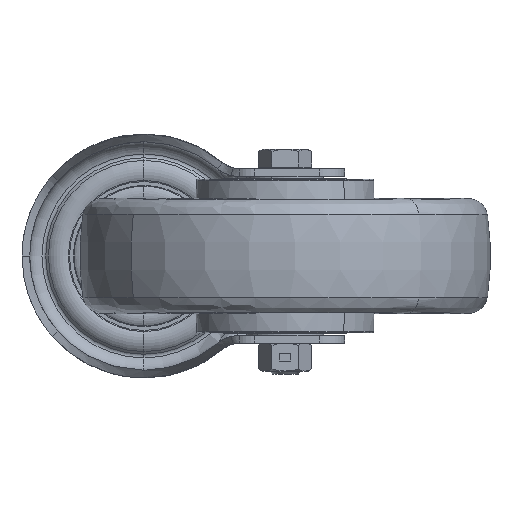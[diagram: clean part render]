
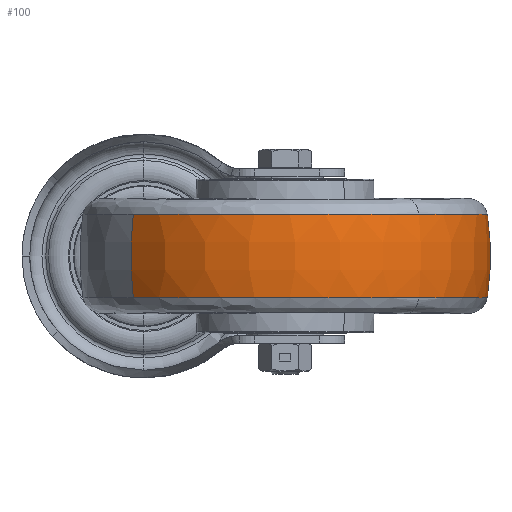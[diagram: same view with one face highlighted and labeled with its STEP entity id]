
A CAD part, front view. The second image highlights one B-rep face of the part: STEP entity #100.
In plain terms, the highlighted toroidal (fillet/blend) face has major radius 30 mm and minor radius 110 mm.
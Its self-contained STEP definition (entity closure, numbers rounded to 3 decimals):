
#100 = ADVANCED_FACE ( 'NONE', ( #16149 ), #25574, .T. ) ;
#115 = CARTESIAN_POINT ( 'NONE',  ( 55., -111., -16.289 ) ) ;
#909 = EDGE_CURVE ( 'NONE', #12494, #27489, #22002, .T. ) ;
#1622 = EDGE_CURVE ( 'NONE', #22681, #21563, #3092, .T. ) ;
#2801 = CARTESIAN_POINT ( 'NONE',  ( 55., -111., 16.289 ) ) ;
#2966 = DIRECTION ( 'NONE',  ( 0., 0., 1. ) ) ;
#3092 = CIRCLE ( 'NONE', #16783, 78.787 ) ;
#3154 = DIRECTION ( 'NONE',  ( -0.66, 0.751, 0. ) ) ;
#4905 = DIRECTION ( 'NONE',  ( 0., 0., 1. ) ) ;
#5396 = AXIS2_PLACEMENT_3D ( 'NONE', #14895, #19940, #17451 ) ;
#5655 = AXIS2_PLACEMENT_3D ( 'NONE', #6816, #14100, #16352 ) ;
#6009 = CARTESIAN_POINT ( 'NONE',  ( 114.166, -58.973, -16.289 ) ) ;
#6816 = CARTESIAN_POINT ( 'NONE',  ( 55., -111., 16.289 ) ) ;
#7742 = CARTESIAN_POINT ( 'NONE',  ( 32.471, -130.811, 0. ) ) ;
#7969 = CARTESIAN_POINT ( 'NONE',  ( 107.027, -170.166, 16.289 ) ) ;
#8130 = CARTESIAN_POINT ( 'NONE',  ( -4.166, -163.027, 16.289 ) ) ;
#8522 = EDGE_CURVE ( 'NONE', #21563, #9791, #9737, .T. ) ;
#9737 = CIRCLE ( 'NONE', #32362, 110. ) ;
#9791 = VERTEX_POINT ( 'NONE', #30141 ) ;
#11001 = AXIS2_PLACEMENT_3D ( 'NONE', #2801, #12602, #27549 ) ;
#11306 = AXIS2_PLACEMENT_3D ( 'NONE', #30704, #22802, #3154 ) ;
#12193 = ORIENTED_EDGE ( 'NONE', *, *, #1622, .T. ) ;
#12494 = VERTEX_POINT ( 'NONE', #7969 ) ;
#12602 = DIRECTION ( 'NONE',  ( 0., 0., -1. ) ) ;
#13249 = CARTESIAN_POINT ( 'NONE',  ( 55., -111., 0. ) ) ;
#14100 = DIRECTION ( 'NONE',  ( 0., 0., -1. ) ) ;
#14895 = CARTESIAN_POINT ( 'NONE',  ( 77.529, -91.189, 0. ) ) ;
#15017 = CIRCLE ( 'NONE', #11306, 78.787 ) ;
#16149 = FACE_OUTER_BOUND ( 'NONE', #32373, .T. ) ;
#16352 = DIRECTION ( 'NONE',  ( -0.751, -0.66, 0. ) ) ;
#16783 = AXIS2_PLACEMENT_3D ( 'NONE', #115, #4905, #29956 ) ;
#17451 = DIRECTION ( 'NONE',  ( -0.751, -0.66, 0. ) ) ;
#17755 = DIRECTION ( 'NONE',  ( 0.66, -0.751, 0. ) ) ;
#18986 = ORIENTED_EDGE ( 'NONE', *, *, #29520, .T. ) ;
#19940 = DIRECTION ( 'NONE',  ( -0.66, 0.751, 0. ) ) ;
#21026 = CARTESIAN_POINT ( 'NONE',  ( -4.166, -163.027, -16.289 ) ) ;
#21563 = VERTEX_POINT ( 'NONE', #6009 ) ;
#21688 = CIRCLE ( 'NONE', #5396, 110. ) ;
#22002 = CIRCLE ( 'NONE', #11001, 78.787 ) ;
#22681 = VERTEX_POINT ( 'NONE', #29184 ) ;
#22802 = DIRECTION ( 'NONE',  ( 0., 0., 1. ) ) ;
#23187 = ORIENTED_EDGE ( 'NONE', *, *, #8522, .T. ) ;
#23914 = EDGE_CURVE ( 'NONE', #24935, #27489, #21688, .T. ) ;
#24472 = ORIENTED_EDGE ( 'NONE', *, *, #23914, .F. ) ;
#24503 = EDGE_CURVE ( 'NONE', #9791, #12494, #28275, .T. ) ;
#24935 = VERTEX_POINT ( 'NONE', #21026 ) ;
#25054 = AXIS2_PLACEMENT_3D ( 'NONE', #13249, #2966, #31005 ) ;
#25574 = TOROIDAL_SURFACE ( 'NONE', #25054, -30., 110. ) ;
#25932 = ORIENTED_EDGE ( 'NONE', *, *, #24503, .T. ) ;
#27489 = VERTEX_POINT ( 'NONE', #8130 ) ;
#27549 = DIRECTION ( 'NONE',  ( -0.751, -0.66, 0. ) ) ;
#28275 = CIRCLE ( 'NONE', #5655, 78.787 ) ;
#29184 = CARTESIAN_POINT ( 'NONE',  ( 107.027, -170.166, -16.289 ) ) ;
#29282 = DIRECTION ( 'NONE',  ( 0.751, 0.66, 0. ) ) ;
#29520 = EDGE_CURVE ( 'NONE', #24935, #22681, #15017, .T. ) ;
#29956 = DIRECTION ( 'NONE',  ( -0.66, 0.751, 0. ) ) ;
#30141 = CARTESIAN_POINT ( 'NONE',  ( 114.166, -58.973, 16.289 ) ) ;
#30399 = ORIENTED_EDGE ( 'NONE', *, *, #909, .T. ) ;
#30704 = CARTESIAN_POINT ( 'NONE',  ( 55., -111., -16.289 ) ) ;
#31005 = DIRECTION ( 'NONE',  ( 0.751, 0.66, 0. ) ) ;
#32362 = AXIS2_PLACEMENT_3D ( 'NONE', #7742, #17755, #29282 ) ;
#32373 = EDGE_LOOP ( 'NONE', ( #24472, #18986, #12193, #23187, #25932, #30399 ) ) ;
